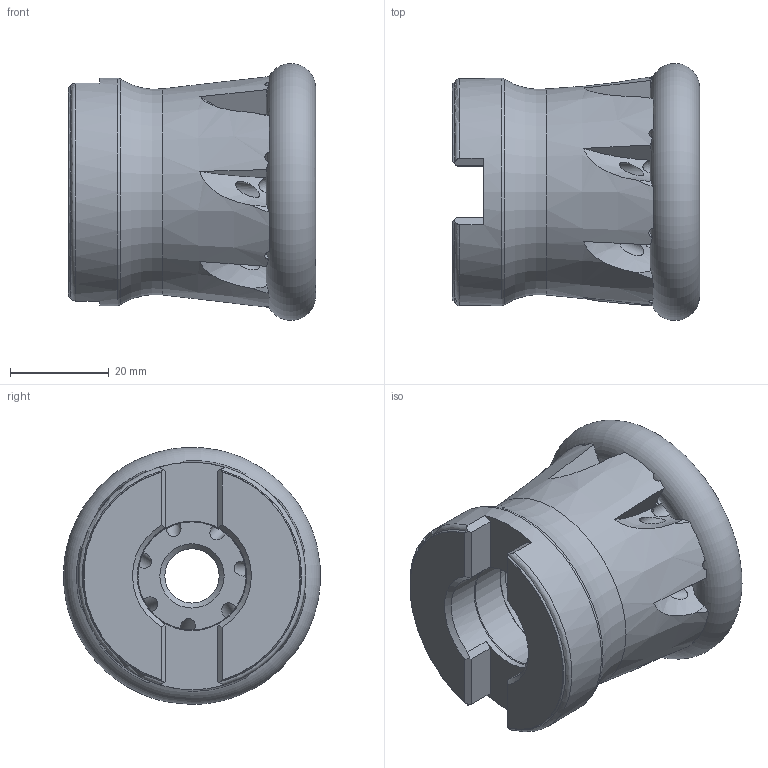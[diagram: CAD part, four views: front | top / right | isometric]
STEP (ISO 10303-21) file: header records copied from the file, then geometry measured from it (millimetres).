
FILE_DESCRIPTION (( 'STEP AP214' ), '1' );
FILE_NAME ('KAF-52-510-7.STEP', '2013-08-27T13:46:14', ( '' ), ( '' ), 'SwSTEP 2.0', 'SolidWorks 2013', '' );
FILE_SCHEMA (( 'AUTOMOTIVE_DESIGN' ));
Length unit declared in the file: millimetre
Products named in the file (1): KAF-52-510-7
Bounding box: 50.02 x 51.98 x 51.94 mm (x, y, z)
Volume: 60439.4 mm3; surface area: 15926.8 mm2
Topology: 1 solids, 1 shells, 186 faces, 616 edges, 406 vertices
Faces by surface type: plane 108, cylinder 27, cone 16, bspline 14, torus 14, sphere 7
Full cylindrical faces by diameter (mm): 2 x7, 3 x7, 11 x1, 16.5 x1, 22 x1, 22.15 x1, 22.3 x1, 46 x1
Entity records: 7965 total; most frequent: CARTESIAN_POINT 3290, ORIENTED_EDGE 1092, DIRECTION 779, EDGE_CURVE 546, VERTEX_POINT 371, AXIS2_PLACEMENT_3D 294, EDGE_LOOP 237, B_SPLINE_CURVE_WITH_KNOTS 209
